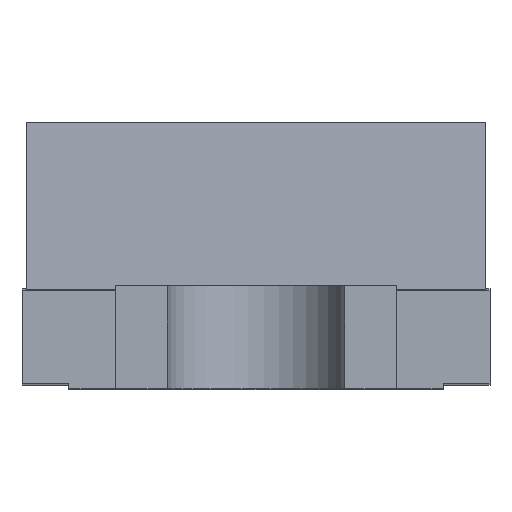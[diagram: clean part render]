
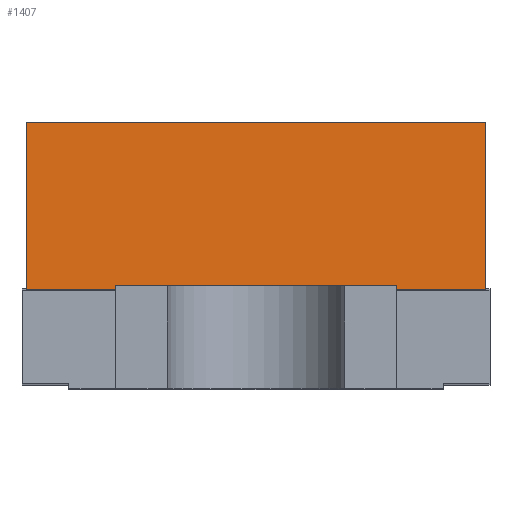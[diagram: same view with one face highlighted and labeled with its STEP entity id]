
A CAD part, top view. The second image highlights one B-rep face of the part: STEP entity #1407.
In plain terms, the highlighted planar face has unit normal (0, 0.052, 0.999).
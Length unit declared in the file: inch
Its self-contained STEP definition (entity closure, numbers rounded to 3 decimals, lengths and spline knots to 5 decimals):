
#1280=DIRECTION('',(1.,0.,0.));
#1281=VECTOR('',#1280,0.049);
#1282=CARTESIAN_POINT('',(-0.0245,0.028,0.02906));
#1283=LINE('',#1282,#1281);
#1300=DIRECTION('',(0.,0.999,-0.052));
#1301=VECTOR('',#1300,0.01792);
#1302=CARTESIAN_POINT('',(-0.0245,0.0101,0.02999));
#1303=LINE('',#1302,#1301);
#1304=DIRECTION('',(1.,0.,0.));
#1305=VECTOR('',#1304,0.049);
#1306=CARTESIAN_POINT('',(-0.0245,0.0101,0.02999));
#1307=LINE('',#1306,#1305);
#1312=DIRECTION('',(0.,0.999,-0.052));
#1313=VECTOR('',#1312,0.01792);
#1314=CARTESIAN_POINT('',(0.0245,0.0101,0.02999));
#1315=LINE('',#1314,#1313);
#1321=CARTESIAN_POINT('',(-0.0245,0.028,0.02906));
#1323=VERTEX_POINT('',#1321);
#1324=CARTESIAN_POINT('',(0.0245,0.028,0.02906));
#1326=VERTEX_POINT('',#1324);
#1329=CARTESIAN_POINT('',(-0.0245,0.0101,0.02999));
#1331=VERTEX_POINT('',#1329);
#1333=CARTESIAN_POINT('',(0.0245,0.0101,0.02999));
#1335=VERTEX_POINT('',#1333);
#1395=CARTESIAN_POINT('',(-1.02568,0.01,0.03));
#1396=DIRECTION('',(0.,0.052,0.999));
#1397=DIRECTION('',(1.,0.,0.));
#1398=AXIS2_PLACEMENT_3D('',#1395,#1396,#1397);
#1399=PLANE('',#1398);
#1400=ORIENTED_EDGE('',*,*,#1374,.F.);
#1401=ORIENTED_EDGE('',*,*,#1390,.T.);
#1402=ORIENTED_EDGE('',*,*,#1345,.T.);
#1404=ORIENTED_EDGE('',*,*,#1403,.F.);
#1405=EDGE_LOOP('',(#1400,#1401,#1402,#1404));
#1406=FACE_OUTER_BOUND('',#1405,.F.);
#1407=ADVANCED_FACE('',(#1406),#1399,.T.);
#1345=EDGE_CURVE('',#1323,#1326,#1283,.T.);
#1374=EDGE_CURVE('',#1331,#1335,#1307,.T.);
#1390=EDGE_CURVE('',#1331,#1323,#1303,.T.);
#1403=EDGE_CURVE('',#1335,#1326,#1315,.T.);
